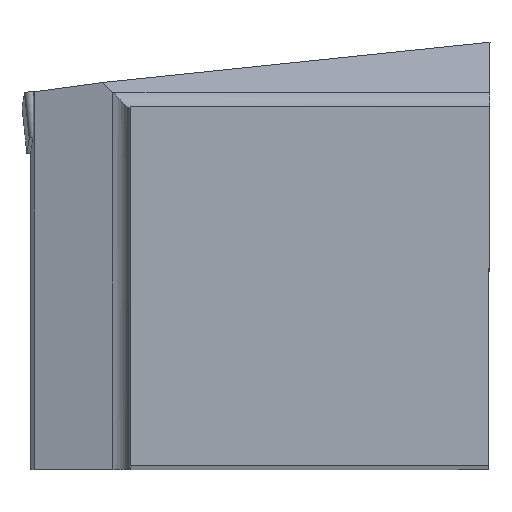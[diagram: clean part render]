
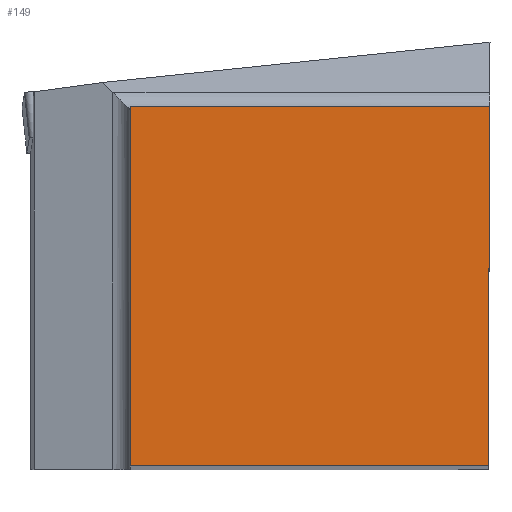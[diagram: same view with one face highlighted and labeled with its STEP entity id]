
A CAD part, top view. The second image highlights one B-rep face of the part: STEP entity #149.
In plain terms, the highlighted planar face has unit normal (0, 0, 1).
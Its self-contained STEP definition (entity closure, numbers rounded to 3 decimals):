
#119=FACE_OUTER_BOUND('',#335,.T.);
#149=ADVANCED_FACE('SHANK_FACE_BACK',(#119),#177,.F.);
#177=PLANE('',#745);
#202=LINE('',#1025,#261);
#214=LINE('',#1053,#273);
#233=LINE('',#1093,#292);
#234=LINE('',#1095,#293);
#261=VECTOR('',#830,1.);
#273=VECTOR('',#848,1.);
#292=VECTOR('',#883,1.);
#293=VECTOR('',#884,1.);
#335=EDGE_LOOP('',(#439,#440,#441,#442));
#439=ORIENTED_EDGE('',*,*,#616,.F.);
#440=ORIENTED_EDGE('',*,*,#581,.T.);
#441=ORIENTED_EDGE('',*,*,#595,.T.);
#442=ORIENTED_EDGE('',*,*,#617,.F.);
#523=VERTEX_POINT('',#1024);
#524=VERTEX_POINT('',#1026);
#536=VERTEX_POINT('',#1052);
#550=VERTEX_POINT('',#1094);
#581=EDGE_CURVE('',#524,#523,#202,.T.);
#595=EDGE_CURVE('',#523,#536,#214,.T.);
#616=EDGE_CURVE('',#524,#550,#233,.T.);
#617=EDGE_CURVE('',#550,#536,#234,.T.);
#745=AXIS2_PLACEMENT_3D('',#1096,#885,#886);
#830=DIRECTION('',(1.,0.,0.));
#848=DIRECTION('',(0.004,1.,0.));
#883=DIRECTION('',(0.,1.,0.));
#884=DIRECTION('',(1.,0.,0.));
#885=DIRECTION('',(0.,0.,-1.));
#886=DIRECTION('',(-0.994,-0.106,0.));
#1024=CARTESIAN_POINT('',(-0.109,0.,0.));
#1025=CARTESIAN_POINT('',(-35.441,0.,0.));
#1026=CARTESIAN_POINT('',(-24.875,0.,0.));
#1052=CARTESIAN_POINT('',(0.,24.875,0.));
#1053=CARTESIAN_POINT('',(-0.808,-160.194,0.));
#1093=CARTESIAN_POINT('',(-24.875,-6.744,0.));
#1094=CARTESIAN_POINT('',(-24.875,24.875,0.));
#1095=CARTESIAN_POINT('',(-35.441,24.875,0.));
#1096=CARTESIAN_POINT('',(0.,0.,0.));
